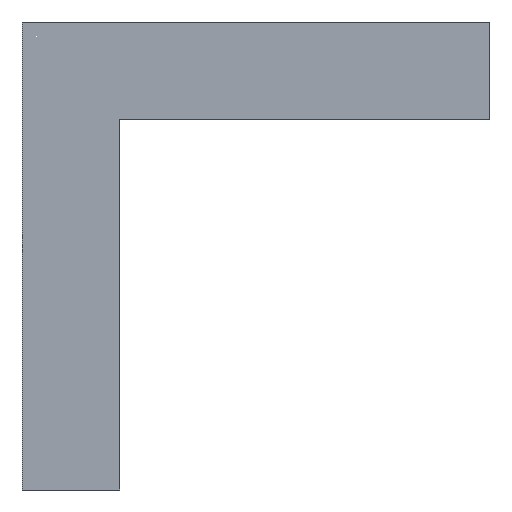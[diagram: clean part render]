
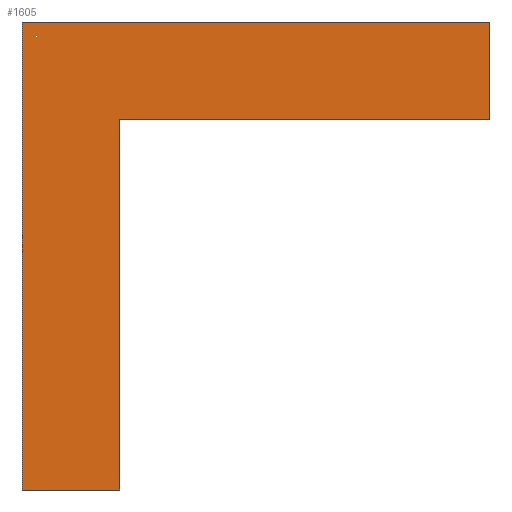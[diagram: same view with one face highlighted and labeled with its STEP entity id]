
A CAD part, front view. The second image highlights one B-rep face of the part: STEP entity #1605.
In plain terms, the highlighted planar face has unit normal (0, -1, 0).
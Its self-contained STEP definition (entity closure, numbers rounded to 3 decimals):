
#68 = LINE ( 'NONE', #4550, #4052 ) ;
#128 = VECTOR ( 'NONE', #2675, 1000. ) ;
#144 = CARTESIAN_POINT ( 'NONE',  ( 0., 0., 0. ) ) ;
#300 = LINE ( 'NONE', #144, #1113 ) ;
#358 = LINE ( 'NONE', #1956, #128 ) ;
#414 = EDGE_CURVE ( 'NONE', #2116, #852, #4039, .T. ) ;
#434 = CARTESIAN_POINT ( 'NONE',  ( 0., 0., 0. ) ) ;
#477 = EDGE_CURVE ( 'NONE', #3534, #852, #2373, .T. ) ;
#522 = DIRECTION ( 'NONE',  ( 0., 0., -1. ) ) ;
#573 = VERTEX_POINT ( 'NONE', #1376 ) ;
#634 = DIRECTION ( 'NONE',  ( 0., 0., 1. ) ) ;
#845 = CARTESIAN_POINT ( 'NONE',  ( 12., 0., -2.5 ) ) ;
#852 = VERTEX_POINT ( 'NONE', #845 ) ;
#1041 = ORIENTED_EDGE ( 'NONE', *, *, #414, .F. ) ;
#1113 = VECTOR ( 'NONE', #3340, 1000. ) ;
#1203 = VECTOR ( 'NONE', #2340, 1000. ) ;
#1376 = CARTESIAN_POINT ( 'NONE',  ( 2.5, 0., -12. ) ) ;
#1406 = FACE_OUTER_BOUND ( 'NONE', #1846, .T. ) ;
#1489 = EDGE_CURVE ( 'NONE', #1809, #573, #2131, .T. ) ;
#1605 = ADVANCED_FACE ( 'NONE', ( #1406 ), #4518, .F. ) ;
#1659 = VERTEX_POINT ( 'NONE', #434 ) ;
#1670 = CARTESIAN_POINT ( 'NONE',  ( 12., 0., 0. ) ) ;
#1732 = ORIENTED_EDGE ( 'NONE', *, *, #3107, .T. ) ;
#1809 = VERTEX_POINT ( 'NONE', #2233 ) ;
#1846 = EDGE_LOOP ( 'NONE', ( #2858, #1041, #2891, #1732, #2827, #3701 ) ) ;
#1956 = CARTESIAN_POINT ( 'NONE',  ( 0., 0., 0. ) ) ;
#1995 = DIRECTION ( 'NONE',  ( 0., 0., -1. ) ) ;
#2116 = VERTEX_POINT ( 'NONE', #3838 ) ;
#2131 = LINE ( 'NONE', #3395, #4020 ) ;
#2147 = CARTESIAN_POINT ( 'NONE',  ( 2.5, 0., -2.5 ) ) ;
#2233 = CARTESIAN_POINT ( 'NONE',  ( 0., 0., -12. ) ) ;
#2275 = EDGE_CURVE ( 'NONE', #3534, #573, #68, .T. ) ;
#2337 = AXIS2_PLACEMENT_3D ( 'NONE', #4189, #4549, #634 ) ;
#2340 = DIRECTION ( 'NONE',  ( 1., 0., 0. ) ) ;
#2373 = LINE ( 'NONE', #4471, #1203 ) ;
#2658 = VECTOR ( 'NONE', #1995, 1000. ) ;
#2675 = DIRECTION ( 'NONE',  ( 1., 0., 0. ) ) ;
#2827 = ORIENTED_EDGE ( 'NONE', *, *, #1489, .T. ) ;
#2858 = ORIENTED_EDGE ( 'NONE', *, *, #477, .T. ) ;
#2891 = ORIENTED_EDGE ( 'NONE', *, *, #3242, .F. ) ;
#3027 = DIRECTION ( 'NONE',  ( 1., 0., 0. ) ) ;
#3107 = EDGE_CURVE ( 'NONE', #1659, #1809, #300, .T. ) ;
#3242 = EDGE_CURVE ( 'NONE', #1659, #2116, #358, .T. ) ;
#3340 = DIRECTION ( 'NONE',  ( 0., 0., -1. ) ) ;
#3395 = CARTESIAN_POINT ( 'NONE',  ( 0., 0., -12. ) ) ;
#3534 = VERTEX_POINT ( 'NONE', #2147 ) ;
#3701 = ORIENTED_EDGE ( 'NONE', *, *, #2275, .F. ) ;
#3838 = CARTESIAN_POINT ( 'NONE',  ( 12., 0., 0. ) ) ;
#4020 = VECTOR ( 'NONE', #3027, 1000. ) ;
#4039 = LINE ( 'NONE', #1670, #2658 ) ;
#4052 = VECTOR ( 'NONE', #522, 1000. ) ;
#4189 = CARTESIAN_POINT ( 'NONE',  ( 0., 0., 0. ) ) ;
#4471 = CARTESIAN_POINT ( 'NONE',  ( 0., 0., -2.5 ) ) ;
#4518 = PLANE ( 'NONE',  #2337 ) ;
#4549 = DIRECTION ( 'NONE',  ( 0., 1., 0. ) ) ;
#4550 = CARTESIAN_POINT ( 'NONE',  ( 2.5, 0., 0. ) ) ;
